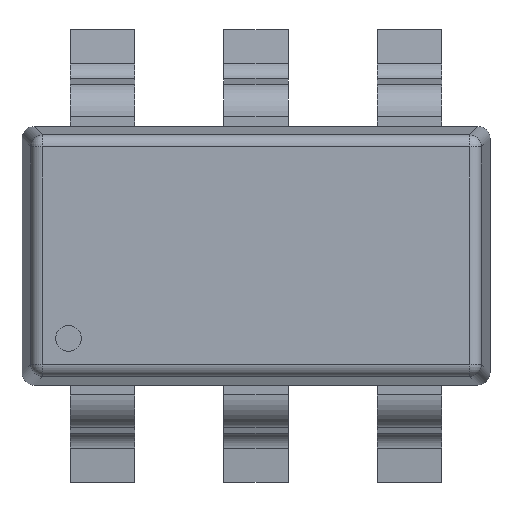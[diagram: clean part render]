
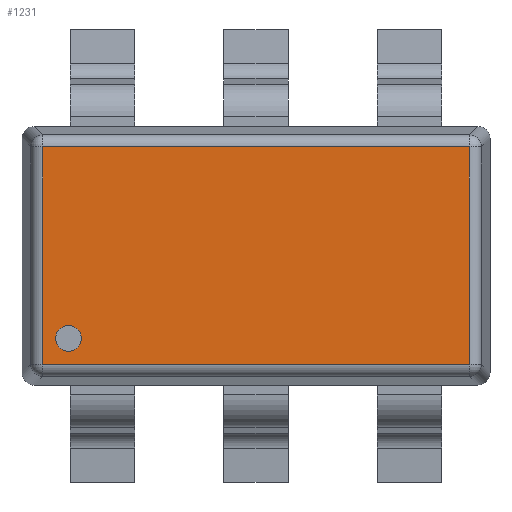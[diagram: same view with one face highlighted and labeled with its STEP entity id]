
A CAD part, top view. The second image highlights one B-rep face of the part: STEP entity #1231.
In plain terms, the highlighted planar face has unit normal (0, 0, 1).
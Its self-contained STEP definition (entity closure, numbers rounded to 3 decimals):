
#40 = DIRECTION ( 'NONE',  ( 1., 0., 0. ) ) ;
#141 = EDGE_CURVE ( 'NONE', #3115, #4411, #3865, .T. ) ;
#146 = ORIENTED_EDGE ( 'NONE', *, *, #141, .T. ) ;
#152 = AXIS2_PLACEMENT_3D ( 'NONE', #4244, #1882, #2702 ) ;
#289 = EDGE_CURVE ( 'NONE', #5031, #444, #2538, .T. ) ;
#347 = VERTEX_POINT ( 'NONE', #4852 ) ;
#361 = DIRECTION ( 'NONE',  ( 1., 0., 0. ) ) ;
#365 = CARTESIAN_POINT ( 'NONE',  ( 1.32, 0.74, 0.648 ) ) ;
#372 = VECTOR ( 'NONE', #2201, 1000. ) ;
#384 = CARTESIAN_POINT ( 'NONE',  ( -1.32, -0.672, 0.648 ) ) ;
#444 = VERTEX_POINT ( 'NONE', #3129 ) ;
#1042 = FACE_BOUND ( 'NONE', #4390, .T. ) ;
#1044 = LINE ( 'NONE', #1835, #372 ) ;
#1096 = ORIENTED_EDGE ( 'NONE', *, *, #3039, .T. ) ;
#1145 = DIRECTION ( 'NONE',  ( 1., 0., 0. ) ) ;
#1215 = DIRECTION ( 'NONE',  ( 0., 0., 1. ) ) ;
#1231 = ADVANCED_FACE ( 'NONE', ( #1042, #5118 ), #4298, .T. ) ;
#1835 = CARTESIAN_POINT ( 'NONE',  ( -1.388, 0.672, 0.648 ) ) ;
#1882 = DIRECTION ( 'NONE',  ( 0., 0., 1. ) ) ;
#2201 = DIRECTION ( 'NONE',  ( -1., 0., 0. ) ) ;
#2538 = CIRCLE ( 'NONE', #3234, 0.08 ) ;
#2571 = ORIENTED_EDGE ( 'NONE', *, *, #4159, .F. ) ;
#2702 = DIRECTION ( 'NONE',  ( 1., 0., 0. ) ) ;
#2744 = AXIS2_PLACEMENT_3D ( 'NONE', #5256, #1215, #361 ) ;
#2825 = CARTESIAN_POINT ( 'NONE',  ( -1.32, -0.74, 0.648 ) ) ;
#3039 = EDGE_CURVE ( 'NONE', #347, #5233, #1044, .T. ) ;
#3103 = CARTESIAN_POINT ( 'NONE',  ( -1.24, -0.512, 0.648 ) ) ;
#3115 = VERTEX_POINT ( 'NONE', #384 ) ;
#3129 = CARTESIAN_POINT ( 'NONE',  ( -1.08, -0.512, 0.648 ) ) ;
#3234 = AXIS2_PLACEMENT_3D ( 'NONE', #4530, #3729, #40 ) ;
#3284 = ORIENTED_EDGE ( 'NONE', *, *, #3824, .T. ) ;
#3698 = LINE ( 'NONE', #2825, #5078 ) ;
#3729 = DIRECTION ( 'NONE',  ( 0., 0., 1. ) ) ;
#3754 = ORIENTED_EDGE ( 'NONE', *, *, #289, .F. ) ;
#3824 = EDGE_CURVE ( 'NONE', #5233, #3115, #3698, .T. ) ;
#3833 = EDGE_CURVE ( 'NONE', #4411, #347, #4474, .T. ) ;
#3835 = EDGE_LOOP ( 'NONE', ( #1096, #3284, #146, #5267 ) ) ;
#3865 = LINE ( 'NONE', #4451, #4088 ) ;
#3975 = CARTESIAN_POINT ( 'NONE',  ( 1.32, -0.672, 0.648 ) ) ;
#4047 = DIRECTION ( 'NONE',  ( 0., -1., 0. ) ) ;
#4075 = DIRECTION ( 'NONE',  ( 0., 1., 0. ) ) ;
#4088 = VECTOR ( 'NONE', #1145, 1000. ) ;
#4159 = EDGE_CURVE ( 'NONE', #444, #5031, #4684, .T. ) ;
#4244 = CARTESIAN_POINT ( 'NONE',  ( 0., 0., 0.648 ) ) ;
#4298 = PLANE ( 'NONE',  #152 ) ;
#4390 = EDGE_LOOP ( 'NONE', ( #2571, #3754 ) ) ;
#4411 = VERTEX_POINT ( 'NONE', #3975 ) ;
#4451 = CARTESIAN_POINT ( 'NONE',  ( 1.388, -0.672, 0.648 ) ) ;
#4474 = LINE ( 'NONE', #365, #5162 ) ;
#4482 = CARTESIAN_POINT ( 'NONE',  ( -1.32, 0.672, 0.648 ) ) ;
#4530 = CARTESIAN_POINT ( 'NONE',  ( -1.16, -0.512, 0.648 ) ) ;
#4684 = CIRCLE ( 'NONE', #2744, 0.08 ) ;
#4852 = CARTESIAN_POINT ( 'NONE',  ( 1.32, 0.672, 0.648 ) ) ;
#5031 = VERTEX_POINT ( 'NONE', #3103 ) ;
#5078 = VECTOR ( 'NONE', #4047, 1000. ) ;
#5118 = FACE_OUTER_BOUND ( 'NONE', #3835, .T. ) ;
#5162 = VECTOR ( 'NONE', #4075, 1000. ) ;
#5233 = VERTEX_POINT ( 'NONE', #4482 ) ;
#5256 = CARTESIAN_POINT ( 'NONE',  ( -1.16, -0.512, 0.648 ) ) ;
#5267 = ORIENTED_EDGE ( 'NONE', *, *, #3833, .T. ) ;
